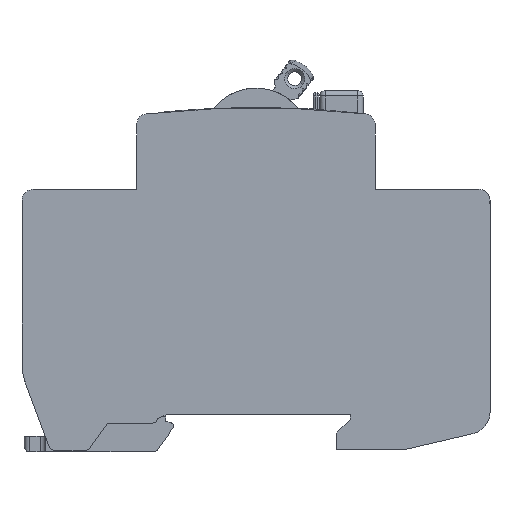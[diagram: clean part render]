
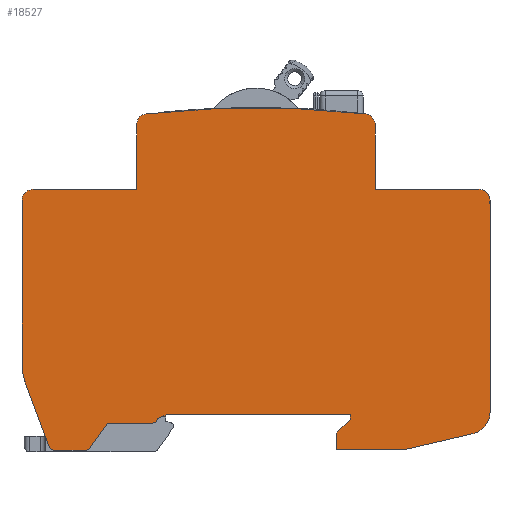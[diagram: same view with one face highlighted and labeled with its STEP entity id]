
A CAD part, front view. The second image highlights one B-rep face of the part: STEP entity #18527.
In plain terms, the highlighted planar face has unit normal (0, -1, 0).
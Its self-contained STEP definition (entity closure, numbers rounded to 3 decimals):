
#2577=DIRECTION('',(0.,0.,-1.));
#2578=VECTOR('',#2577,0.8);
#2579=CARTESIAN_POINT('',(0.,-36.,0.));
#2580=LINE('',#2579,#2578);
#2617=DIRECTION('',(1.,0.,0.));
#2618=VECTOR('',#2617,34.9);
#2619=CARTESIAN_POINT('',(-34.9,-36.,0.));
#2620=LINE('',#2619,#2618);
#2741=DIRECTION('',(0.,0.,-1.));
#2742=VECTOR('',#2741,30.999);
#2743=CARTESIAN_POINT('',(-62.2,-36.,40.6));
#2744=LINE('',#2743,#2742);
#3128=DIRECTION('',(-1.,0.,0.));
#3129=VECTOR('',#3128,19.6);
#3130=CARTESIAN_POINT('',(-40.5,-36.,42.7));
#3131=LINE('',#3130,#3129);
#4037=CARTESIAN_POINT('',(22.25,-36.,0.512));
#4038=DIRECTION('',(0.,1.,0.));
#4039=DIRECTION('',(1.,0.,0.));
#4040=AXIS2_PLACEMENT_3D('',#4037,#4038,#4039);
#4042=DIRECTION('',(-0.974,0.,-0.228));
#4043=VECTOR('',#4042,13.233);
#4044=CARTESIAN_POINT('',(23.209,-36.,-3.577));
#4045=LINE('',#4044,#4043);
#4046=DIRECTION('',(-1.,0.,0.));
#4047=VECTOR('',#4046,12.926);
#4048=CARTESIAN_POINT('',(10.326,-36.,-6.6));
#4049=LINE('',#4048,#4047);
#4050=DIRECTION('',(0.,0.,1.));
#4051=VECTOR('',#4050,3.154);
#4052=CARTESIAN_POINT('',(-2.6,-36.,-6.6));
#4053=LINE('',#4052,#4051);
#4054=DIRECTION('',(0.701,0.,0.713));
#4055=VECTOR('',#4054,3.709);
#4056=CARTESIAN_POINT('',(-2.6,-36.,-3.446));
#4057=LINE('',#4056,#4055);
#4058=DIRECTION('',(-0.903,0.,-0.431));
#4059=VECTOR('',#4058,1.813);
#4060=CARTESIAN_POINT('',(-34.9,-36.,0.));
#4061=LINE('',#4060,#4059);
#4062=CARTESIAN_POINT('',(-37.6,-36.,-0.5));
#4063=DIRECTION('',(0.,1.,0.));
#4064=DIRECTION('',(0.967,0.,-0.255));
#4065=AXIS2_PLACEMENT_3D('',#4062,#4063,#4064);
#4067=DIRECTION('',(-0.581,0.,-0.814));
#4068=VECTOR('',#4067,5.698);
#4069=CARTESIAN_POINT('',(-46.,-36.,-1.6));
#4070=LINE('',#4069,#4068);
#4071=CARTESIAN_POINT('',(-50.204,-36.,-5.6));
#4072=DIRECTION('',(0.,1.,0.));
#4073=DIRECTION('',(0.814,0.,-0.581));
#4074=AXIS2_PLACEMENT_3D('',#4071,#4072,#4073);
#4076=DIRECTION('',(-1.,0.,0.));
#4077=VECTOR('',#4076,5.828);
#4078=CARTESIAN_POINT('',(-50.204,-36.,-6.7));
#4079=LINE('',#4078,#4077);
#4080=CARTESIAN_POINT('',(-56.032,-36.,-5.6));
#4081=DIRECTION('',(0.,1.,0.));
#4082=DIRECTION('',(0.,0.,-1.));
#4083=AXIS2_PLACEMENT_3D('',#4080,#4081,#4082);
#4085=DIRECTION('',(-0.35,0.,0.937));
#4086=VECTOR('',#4085,12.826);
#4087=CARTESIAN_POINT('',(-57.062,-36.,-5.985));
#4088=LINE('',#4087,#4086);
#4089=CARTESIAN_POINT('',(-52.,-36.,9.601));
#4090=DIRECTION('',(0.,1.,0.));
#4091=DIRECTION('',(-0.937,0.,-0.35));
#4092=AXIS2_PLACEMENT_3D('',#4089,#4090,#4091);
#4094=CARTESIAN_POINT('',(-60.1,-36.,40.6));
#4095=DIRECTION('',(0.,1.,0.));
#4096=DIRECTION('',(-1.,0.,0.));
#4097=AXIS2_PLACEMENT_3D('',#4094,#4095,#4096);
#4099=CARTESIAN_POINT('',(-38.4,-36.,54.918));
#4100=DIRECTION('',(0.,1.,0.));
#4101=DIRECTION('',(-1.,0.,0.));
#4102=AXIS2_PLACEMENT_3D('',#4099,#4100,#4101);
#4104=CARTESIAN_POINT('',(-17.9,-36.,-122.3));
#4105=DIRECTION('',(0.,1.,0.));
#4106=DIRECTION('',(-0.115,0.,0.993));
#4107=AXIS2_PLACEMENT_3D('',#4104,#4105,#4106);
#4109=CARTESIAN_POINT('',(2.6,-36.,54.918));
#4110=DIRECTION('',(0.,1.,0.));
#4111=DIRECTION('',(0.115,0.,0.993));
#4112=AXIS2_PLACEMENT_3D('',#4109,#4110,#4111);
#4114=CARTESIAN_POINT('',(24.3,-36.,42.7));
#4115=CARTESIAN_POINT('',(24.307,-36.,42.7));
#4116=CARTESIAN_POINT('',(24.316,-36.,42.7));
#4117=CARTESIAN_POINT('',(24.323,-36.,42.7));
#4119=CARTESIAN_POINT('',(24.35,-36.,40.6));
#4120=DIRECTION('',(0.,1.,0.));
#4121=DIRECTION('',(-0.014,0.,1.));
#4122=AXIS2_PLACEMENT_3D('',#4119,#4120,#4121);
#4132=DIRECTION('',(0.,0.,1.));
#4133=VECTOR('',#4132,40.088);
#4134=CARTESIAN_POINT('',(26.45,-36.,0.512));
#4135=LINE('',#4134,#4133);
#4552=DIRECTION('',(-1.,0.,0.));
#4553=VECTOR('',#4552,19.6);
#4554=CARTESIAN_POINT('',(24.3,-36.,42.7));
#4555=LINE('',#4554,#4553);
#5484=CARTESIAN_POINT('',(24.323,-36.,42.7));
#5505=DIRECTION('',(0.,0.,1.));
#5506=VECTOR('',#5505,12.218);
#5507=CARTESIAN_POINT('',(4.7,-36.,42.7));
#5508=LINE('',#5507,#5506);
#7297=DIRECTION('',(1.,0.,0.));
#7298=VECTOR('',#7297,8.4);
#7299=CARTESIAN_POINT('',(-46.,-36.,-1.6));
#7300=LINE('',#7299,#7298);
#10109=DIRECTION('',(0.,0.,-1.));
#10110=VECTOR('',#10109,12.218);
#10111=CARTESIAN_POINT('',(-40.5,-36.,54.918));
#10112=LINE('',#10111,#10110);
#10800=CARTESIAN_POINT('',(24.3,-36.,42.7));
#10801=VERTEX_POINT('',#10800);
#10802=CARTESIAN_POINT('',(4.7,-36.,42.7));
#10803=VERTEX_POINT('',#10802);
#10814=VERTEX_POINT('',#5484);
#10816=CARTESIAN_POINT('',(26.45,-36.,40.6));
#10818=VERTEX_POINT('',#10816);
#10819=CARTESIAN_POINT('',(26.45,-36.,0.512));
#10820=VERTEX_POINT('',#10819);
#10855=CARTESIAN_POINT('',(23.209,-36.,-3.577));
#10856=VERTEX_POINT('',#10855);
#10857=CARTESIAN_POINT('',(10.326,-36.,-6.6));
#10858=VERTEX_POINT('',#10857);
#10859=CARTESIAN_POINT('',(-2.6,-36.,-6.6));
#10860=VERTEX_POINT('',#10859);
#10861=CARTESIAN_POINT('',(-2.6,-36.,-3.446));
#10862=VERTEX_POINT('',#10861);
#10863=CARTESIAN_POINT('',(0.,-36.,-0.8));
#10864=VERTEX_POINT('',#10863);
#10865=CARTESIAN_POINT('',(0.,-36.,0.));
#10866=VERTEX_POINT('',#10865);
#10867=CARTESIAN_POINT('',(-34.9,-36.,0.));
#10868=VERTEX_POINT('',#10867);
#10869=CARTESIAN_POINT('',(-36.536,-36.,-0.781));
#10870=VERTEX_POINT('',#10869);
#10871=CARTESIAN_POINT('',(-37.6,-36.,-1.6));
#10872=VERTEX_POINT('',#10871);
#10873=CARTESIAN_POINT('',(-46.,-36.,-1.6));
#10874=VERTEX_POINT('',#10873);
#10875=CARTESIAN_POINT('',(-49.309,-36.,-6.239));
#10876=VERTEX_POINT('',#10875);
#10877=CARTESIAN_POINT('',(-50.204,-36.,-6.7));
#10878=VERTEX_POINT('',#10877);
#10879=CARTESIAN_POINT('',(-56.032,-36.,-6.7));
#10880=VERTEX_POINT('',#10879);
#10881=CARTESIAN_POINT('',(-57.062,-36.,-5.985));
#10882=VERTEX_POINT('',#10881);
#10883=CARTESIAN_POINT('',(-61.554,-36.,6.029));
#10884=VERTEX_POINT('',#10883);
#10885=CARTESIAN_POINT('',(-62.2,-36.,9.601));
#10886=VERTEX_POINT('',#10885);
#10887=CARTESIAN_POINT('',(-62.2,-36.,40.6));
#10888=VERTEX_POINT('',#10887);
#10889=CARTESIAN_POINT('',(-60.1,-36.,42.7));
#10890=VERTEX_POINT('',#10889);
#10891=CARTESIAN_POINT('',(-40.5,-36.,42.7));
#10892=VERTEX_POINT('',#10891);
#10893=CARTESIAN_POINT('',(-40.5,-36.,54.918));
#10894=VERTEX_POINT('',#10893);
#10895=CARTESIAN_POINT('',(-38.641,-36.,57.004));
#10896=VERTEX_POINT('',#10895);
#10897=CARTESIAN_POINT('',(2.841,-36.,57.004));
#10898=VERTEX_POINT('',#10897);
#10899=CARTESIAN_POINT('',(4.7,-36.,54.918));
#10900=VERTEX_POINT('',#10899);
#18475=CARTESIAN_POINT('',(-17.9,-36.,42.7));
#18476=DIRECTION('',(0.,1.,0.));
#18477=DIRECTION('',(-1.,0.,0.));
#18478=AXIS2_PLACEMENT_3D('',#18475,#18476,#18477);
#18479=PLANE('',#18478);
#18481=ORIENTED_EDGE('',*,*,#18480,.F.);
#18482=ORIENTED_EDGE('',*,*,#16201,.T.);
#18483=ORIENTED_EDGE('',*,*,#16217,.T.);
#18484=ORIENTED_EDGE('',*,*,#16239,.T.);
#18486=ORIENTED_EDGE('',*,*,#18485,.T.);
#18488=ORIENTED_EDGE('',*,*,#18487,.T.);
#18489=ORIENTED_EDGE('',*,*,#16284,.F.);
#18490=ORIENTED_EDGE('',*,*,#16326,.F.);
#18492=ORIENTED_EDGE('',*,*,#18491,.T.);
#18494=ORIENTED_EDGE('',*,*,#18493,.T.);
#18496=ORIENTED_EDGE('',*,*,#18495,.F.);
#18498=ORIENTED_EDGE('',*,*,#18497,.T.);
#18500=ORIENTED_EDGE('',*,*,#18499,.T.);
#18502=ORIENTED_EDGE('',*,*,#18501,.T.);
#18504=ORIENTED_EDGE('',*,*,#18503,.T.);
#18505=ORIENTED_EDGE('',*,*,#16486,.T.);
#18507=ORIENTED_EDGE('',*,*,#18506,.T.);
#18508=ORIENTED_EDGE('',*,*,#16530,.F.);
#18509=ORIENTED_EDGE('',*,*,#18468,.T.);
#18510=ORIENTED_EDGE('',*,*,#16966,.F.);
#18512=ORIENTED_EDGE('',*,*,#18511,.F.);
#18514=ORIENTED_EDGE('',*,*,#18513,.T.);
#18515=ORIENTED_EDGE('',*,*,#13433,.T.);
#18516=ORIENTED_EDGE('',*,*,#16128,.T.);
#18518=ORIENTED_EDGE('',*,*,#18517,.F.);
#18520=ORIENTED_EDGE('',*,*,#18519,.F.);
#18522=ORIENTED_EDGE('',*,*,#18521,.T.);
#18524=ORIENTED_EDGE('',*,*,#18523,.T.);
#18525=EDGE_LOOP('',(#18481,#18482,#18483,#18484,#18486,#18488,#18489,#18490,
#18492,#18494,#18496,#18498,#18500,#18502,#18504,#18505,#18507,#18508,#18509,
#18510,#18512,#18514,#18515,#18516,#18518,#18520,#18522,#18524));
#18526=FACE_OUTER_BOUND('',#18525,.F.);
#4041=CIRCLE('',#4040,4.2);
#4066=CIRCLE('',#4065,1.1);
#4075=CIRCLE('',#4074,1.1);
#4084=CIRCLE('',#4083,1.1);
#4093=CIRCLE('',#4092,10.2);
#4098=CIRCLE('',#4097,2.1);
#4103=CIRCLE('',#4102,2.1);
#4108=CIRCLE('',#4107,180.5);
#4113=CIRCLE('',#4112,2.1);
#4118=B_SPLINE_CURVE_WITH_KNOTS('',3,(#4114,#4115,#4116,#4117),.UNSPECIFIED.,
.F.,.F.,(4,4),(0.,1.),.UNSPECIFIED.);
#4123=CIRCLE('',#4122,2.1);
#13433=EDGE_CURVE('',#10896,#10898,#4108,.T.);
#16128=EDGE_CURVE('',#10898,#10900,#4113,.T.);
#16201=EDGE_CURVE('',#10820,#10856,#4041,.T.);
#16217=EDGE_CURVE('',#10856,#10858,#4045,.T.);
#16239=EDGE_CURVE('',#10858,#10860,#4049,.T.);
#16284=EDGE_CURVE('',#10866,#10864,#2580,.T.);
#16326=EDGE_CURVE('',#10868,#10866,#2620,.T.);
#16486=EDGE_CURVE('',#10882,#10884,#4088,.T.);
#16530=EDGE_CURVE('',#10888,#10886,#2744,.T.);
#16966=EDGE_CURVE('',#10892,#10890,#3131,.T.);
#18468=EDGE_CURVE('',#10888,#10890,#4098,.T.);
#18480=EDGE_CURVE('',#10820,#10818,#4135,.T.);
#18485=EDGE_CURVE('',#10860,#10862,#4053,.T.);
#18487=EDGE_CURVE('',#10862,#10864,#4057,.T.);
#18491=EDGE_CURVE('',#10868,#10870,#4061,.T.);
#18493=EDGE_CURVE('',#10870,#10872,#4066,.T.);
#18495=EDGE_CURVE('',#10874,#10872,#7300,.T.);
#18497=EDGE_CURVE('',#10874,#10876,#4070,.T.);
#18499=EDGE_CURVE('',#10876,#10878,#4075,.T.);
#18501=EDGE_CURVE('',#10878,#10880,#4079,.T.);
#18503=EDGE_CURVE('',#10880,#10882,#4084,.T.);
#18506=EDGE_CURVE('',#10884,#10886,#4093,.T.);
#18511=EDGE_CURVE('',#10894,#10892,#10112,.T.);
#18513=EDGE_CURVE('',#10894,#10896,#4103,.T.);
#18517=EDGE_CURVE('',#10803,#10900,#5508,.T.);
#18519=EDGE_CURVE('',#10801,#10803,#4555,.T.);
#18521=EDGE_CURVE('',#10801,#10814,#4118,.T.);
#18523=EDGE_CURVE('',#10814,#10818,#4123,.T.);
#18527=ADVANCED_FACE('',(#18526),#18479,.F.);
